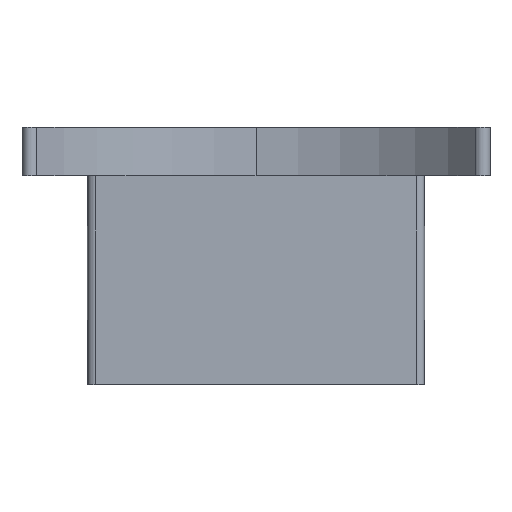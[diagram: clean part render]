
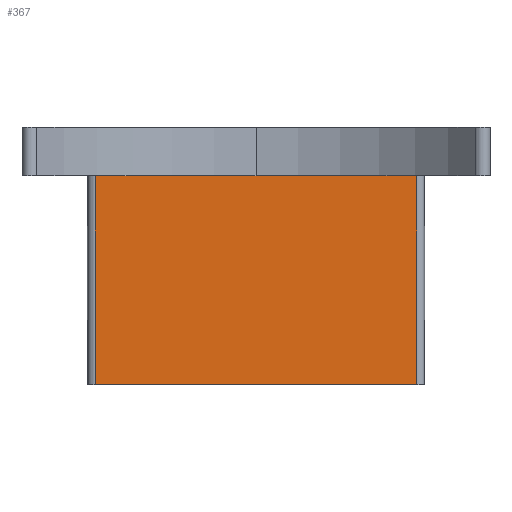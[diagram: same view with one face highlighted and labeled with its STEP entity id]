
A CAD part, top view. The second image highlights one B-rep face of the part: STEP entity #367.
In plain terms, the highlighted planar face has unit normal (0, 0, 1).
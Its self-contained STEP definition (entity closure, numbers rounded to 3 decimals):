
#13 = PLANE ( 'NONE',  #695 ) ;
#54 = EDGE_CURVE ( 'NONE', #232, #395, #440, .T. ) ;
#66 = EDGE_CURVE ( 'NONE', #546, #548, #119, .T. ) ;
#119 = LINE ( 'NONE', #758, #814 ) ;
#123 = LINE ( 'NONE', #629, #620 ) ;
#154 = DIRECTION ( 'NONE',  ( 0., 1., 0. ) ) ;
#168 = CARTESIAN_POINT ( 'NONE',  ( 20.5, -11., 0. ) ) ;
#228 = EDGE_CURVE ( 'NONE', #548, #395, #334, .T. ) ;
#232 = VERTEX_POINT ( 'NONE', #595 ) ;
#332 = DIRECTION ( 'NONE',  ( 0., 0., 1. ) ) ;
#334 = LINE ( 'NONE', #600, #795 ) ;
#367 = ADVANCED_FACE ( 'NONE', ( #514 ), #13, .T. ) ;
#380 = ORIENTED_EDGE ( 'NONE', *, *, #810, .T. ) ;
#395 = VERTEX_POINT ( 'NONE', #643 ) ;
#440 = LINE ( 'NONE', #768, #497 ) ;
#497 = VECTOR ( 'NONE', #696, 1000. ) ;
#514 = FACE_OUTER_BOUND ( 'NONE', #665, .T. ) ;
#523 = ORIENTED_EDGE ( 'NONE', *, *, #228, .T. ) ;
#546 = VERTEX_POINT ( 'NONE', #787 ) ;
#548 = VERTEX_POINT ( 'NONE', #168 ) ;
#590 = CARTESIAN_POINT ( 'NONE',  ( 0., -11., 0. ) ) ;
#595 = CARTESIAN_POINT ( 'NONE',  ( 0.5, 2., 0. ) ) ;
#600 = CARTESIAN_POINT ( 'NONE',  ( 20.5, -11., 0. ) ) ;
#620 = VECTOR ( 'NONE', #757, 1000. ) ;
#629 = CARTESIAN_POINT ( 'NONE',  ( 0.5, -11., 0. ) ) ;
#643 = CARTESIAN_POINT ( 'NONE',  ( 20.5, 2., 0. ) ) ;
#665 = EDGE_LOOP ( 'NONE', ( #731, #380, #689, #523 ) ) ;
#689 = ORIENTED_EDGE ( 'NONE', *, *, #66, .T. ) ;
#695 = AXIS2_PLACEMENT_3D ( 'NONE', #590, #332, #759 ) ;
#696 = DIRECTION ( 'NONE',  ( 1., 0., 0. ) ) ;
#731 = ORIENTED_EDGE ( 'NONE', *, *, #54, .F. ) ;
#757 = DIRECTION ( 'NONE',  ( 0., -1., 0. ) ) ;
#758 = CARTESIAN_POINT ( 'NONE',  ( 0., -11., 0. ) ) ;
#759 = DIRECTION ( 'NONE',  ( 1., 0., 0. ) ) ;
#768 = CARTESIAN_POINT ( 'NONE',  ( 0., 2., 0. ) ) ;
#787 = CARTESIAN_POINT ( 'NONE',  ( 0.5, -11., 0. ) ) ;
#795 = VECTOR ( 'NONE', #154, 1000. ) ;
#810 = EDGE_CURVE ( 'NONE', #232, #546, #123, .T. ) ;
#814 = VECTOR ( 'NONE', #816, 1000. ) ;
#816 = DIRECTION ( 'NONE',  ( 1., 0., 0. ) ) ;
